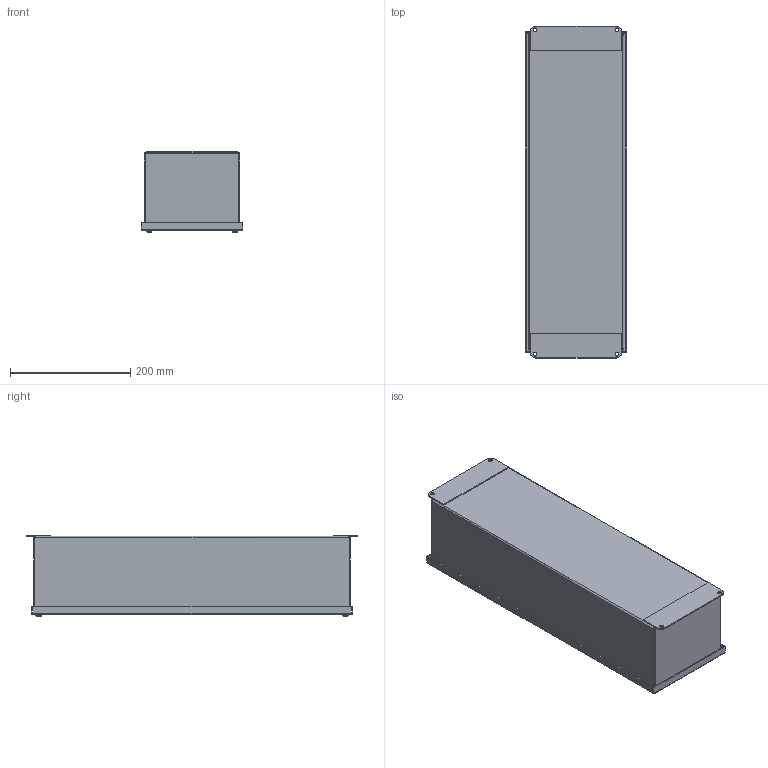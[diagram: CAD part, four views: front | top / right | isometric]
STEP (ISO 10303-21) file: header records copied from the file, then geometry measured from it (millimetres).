
FILE_DESCRIPTION(/* description */ ('21.07X6.63 LID'),/* implementation_level */ '2;1');
FILE_NAME(/* name */ 'PBXD16V.stp',/* time_stamp */ '2017-02-01T18:50:26+05:00',/* author */ ('vdas'),/* organization */ (''),/* preprocessor_version */ 'ST-DEVELOPER v16.1',/* originating_system */ 'Autodesk Inventor 2016',/* authorisation */ '');
FILE_SCHEMA (('AUTOMOTIVE_DESIGN { 1 0 10303 214 3 1 1 }'));
Length unit declared in the file: inch
Products named in the file (15): PBXD16VLID; 372163; 39077; PBXD16VBKP; 34984; 38837; 3285; 3694; 31817; 3185; 316250-PBXD16V; HFW31637-2-PBXD16V; HFW31637-17-PBXD16V; 3488; PBXD16V
Assembly tree (31 placements, depth 2):
  PBXD16V
    PBXD16VLID
    372163  x4
    39077  x4
    PBXD16VBKP
    34984  x4
    38837  x2
    3285  x2
    3694
    31817
    3185
    316250-PBXD16V  x4
    HFW31637-2-PBXD16V  x2
    HFW31637-17-PBXD16V  x2
    3488  x2
Bounding box: 168.4 x 552.45 x 135.78 mm (x, y, z)
Volume: 770285.9 mm3; surface area: 795551.9 mm2
Topology: 31 solids, 31 shells, 897 faces, 2324 edges, 1502 vertices
Faces by surface type: plane 587, cylinder 196, cone 66, torus 24, bspline 20, sphere 4
Full cylindrical faces by diameter (mm): 3.175 x1, 3.556 x2, 3.962 x4, 4.826 x6, 4.978 x4, 6.299 x4, 6.35 x7, 6.528 x4, 7.061 x4, 7.137 x4, 7.95 x4, 9.474 x4, 10.312 x4, 11.506 x4
Entity records: 19942 total; most frequent: CARTESIAN_POINT 4179, ORIENTED_EDGE 3104, DIRECTION 3049, EDGE_CURVE 1552, LINE 1143, VECTOR 1143, VERTEX_POINT 1013, AXIS2_PLACEMENT_3D 953
